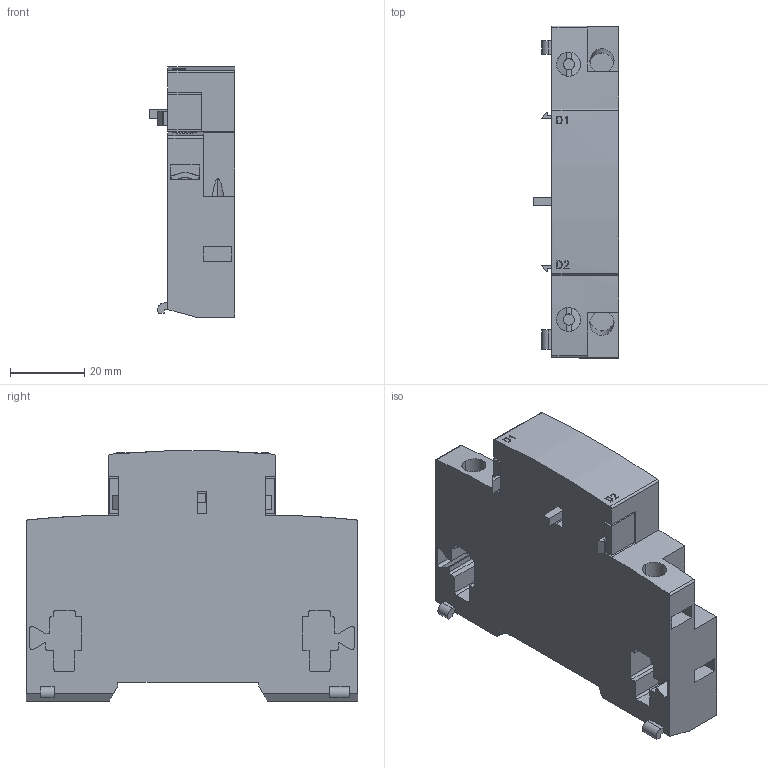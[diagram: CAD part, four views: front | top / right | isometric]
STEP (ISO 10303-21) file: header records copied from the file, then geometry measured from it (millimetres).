
FILE_DESCRIPTION(('STEP AP214'),'1');
FILE_NAME('cctmp_5723606F-B862-4CA6-AF97-0C1A55F3E3B8_2023_07_21_11_31_09_0411..stp','2023-07-21T09:31:10',('SIEMENS A&D'),('CADClick - www.CADClick.com'),'Spatial InterOp 3D postprocessed',' ','unknown authorization');
FILE_SCHEMA(('AUTOMOTIVE_DESIGN'));
Length unit declared in the file: millimetre
Products named in the file (1): 2023_07_21_11_31_09_0395
Bounding box: 23 x 89.4 x 67.39 mm (x, y, z)
Volume: 80904 mm3; surface area: 19815.9 mm2
Topology: 1 solids, 1 shells, 279 faces, 791 edges, 524 vertices
Faces by surface type: plane 228, cylinder 51
Entity records: 15361 total; most frequent: CARTESIAN_POINT 1815, STYLED_ITEM 1595, PRESENTATION_STYLE_ASSIGNMENT 1595, ORIENTED_EDGE 1582, DIRECTION 1499, EDGE_CURVE 791, CURVE_STYLE 791, DRAUGHTING_PRE_DEFINED_CURVE_FONT 791
